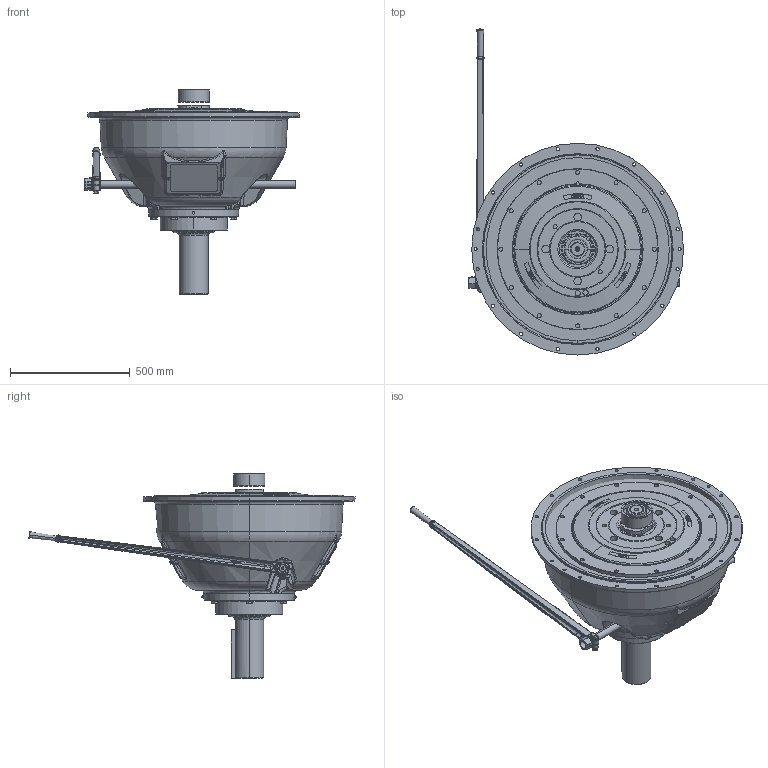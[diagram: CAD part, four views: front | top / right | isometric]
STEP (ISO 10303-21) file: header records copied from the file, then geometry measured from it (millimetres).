
FILE_DESCRIPTION (( 'STEP AP214' ), '1' );
FILE_NAME ('SP321P901.STEP', '2017-12-20T05:22:58', ( '' ), ( '' ), 'SwSTEP 2.0', 'SolidWorks 2015', '' );
FILE_SCHEMA (( 'AUTOMOTIVE_DESIGN' ));
Length unit declared in the file: inch
Products named in the file (1): SP321P901
Bounding box: 897.89 x 1361.61 x 855.94 mm (x, y, z)
Surface area: 3871609.5 mm2 (no closed solid volume)
Topology: 0 solids, 78 shells, 1078 faces, 4035 edges, 2912 vertices
Faces by surface type: plane 300, bspline 289, cylinder 262, cone 112, torus 101, sphere 14
Entity records: 84362 total; most frequent: CARTESIAN_POINT 40315, ORIENTED_EDGE 6029, DIRECTION 5320, EDGE_CURVE 4014, VERTEX_POINT 2906, AXIS2_PLACEMENT_3D 2059, B_SPLINE_CURVE_WITH_KNOTS 1417, EDGE_LOOP 1293
